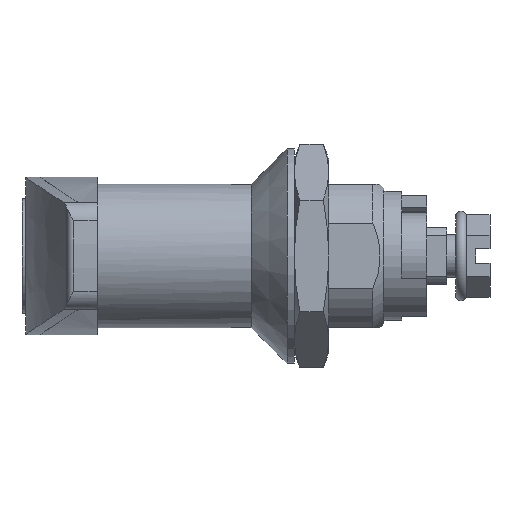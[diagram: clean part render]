
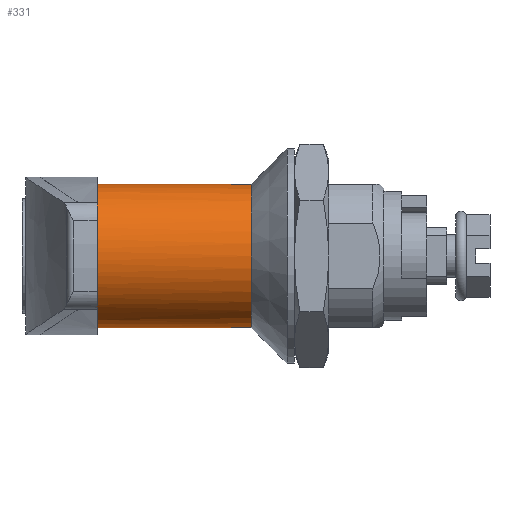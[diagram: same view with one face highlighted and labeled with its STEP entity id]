
A CAD part, left-side view. The second image highlights one B-rep face of the part: STEP entity #331.
In plain terms, the highlighted cylindrical face has radius 10 mm (diameter 20 mm), a full revolution.
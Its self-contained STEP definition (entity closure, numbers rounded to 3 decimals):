
#331 = ADVANCED_FACE( '', ( #738, #739 ), #740, .T. );
#738 = FACE_OUTER_BOUND( '', #1287, .T. );
#739 = FACE_OUTER_BOUND( '', #1288, .T. );
#740 = CYLINDRICAL_SURFACE( '', #1289, 10. );
#1287 = EDGE_LOOP( '', ( #2151 ) );
#1288 = EDGE_LOOP( '', ( #2152, #2153, #2154, #2155, #2156, #2157, #2158, #2159 ) );
#1289 = AXIS2_PLACEMENT_3D( '', #2160, #2161, #2162 );
#2151 = ORIENTED_EDGE( '', *, *, #3403, .F. );
#2152 = ORIENTED_EDGE( '', *, *, #3404, .F. );
#2153 = ORIENTED_EDGE( '', *, *, #3405, .T. );
#2154 = ORIENTED_EDGE( '', *, *, #3406, .F. );
#2155 = ORIENTED_EDGE( '', *, *, #3407, .T. );
#2156 = ORIENTED_EDGE( '', *, *, #3408, .F. );
#2157 = ORIENTED_EDGE( '', *, *, #3394, .T. );
#2158 = ORIENTED_EDGE( '', *, *, #3409, .F. );
#2159 = ORIENTED_EDGE( '', *, *, #3410, .T. );
#2160 = CARTESIAN_POINT( '', ( 0., -21.3, 0. ) );
#2161 = DIRECTION( '', ( 0., 1., 0. ) );
#2162 = DIRECTION( '', ( 0., 0., -1. ) );
#3394 = EDGE_CURVE( '', #4044, #4045, #4046, .F. );
#3403 = EDGE_CURVE( '', #4060, #4060, #4061, .T. );
#3404 = EDGE_CURVE( '', #4062, #4063, #4064, .T. );
#3405 = EDGE_CURVE( '', #4062, #4065, #4066, .F. );
#3406 = EDGE_CURVE( '', #4067, #4065, #4068, .F. );
#3407 = EDGE_CURVE( '', #4067, #4069, #4070, .F. );
#3408 = EDGE_CURVE( '', #4044, #4069, #4071, .T. );
#3409 = EDGE_CURVE( '', #4072, #4045, #4073, .F. );
#3410 = EDGE_CURVE( '', #4072, #4063, #4074, .F. );
#4044 = VERTEX_POINT( '', #5168 );
#4045 = VERTEX_POINT( '', #5169 );
#4046 = CIRCLE( '', #5170, 10. );
#4060 = VERTEX_POINT( '', #5186 );
#4061 = CIRCLE( '', #5187, 10. );
#4062 = VERTEX_POINT( '', #5188 );
#4063 = VERTEX_POINT( '', #5189 );
#4064 = LINE( '', #5190, #5191 );
#4065 = VERTEX_POINT( '', #5192 );
#4066 = CIRCLE( '', #5193, 10. );
#4067 = VERTEX_POINT( '', #5194 );
#4068 = LINE( '', #5195, #5196 );
#4069 = VERTEX_POINT( '', #5197 );
#4070 = CIRCLE( '', #5198, 10. );
#4071 = LINE( '', #5199, #5200 );
#4072 = VERTEX_POINT( '', #5201 );
#4073 = LINE( '', #5202, #5203 );
#4074 = CIRCLE( '', #5204, 10. );
#5168 = CARTESIAN_POINT( '', ( -4.49, 35.5, 8.935 ) );
#5169 = CARTESIAN_POINT( '', ( -4.49, 35.5, -8.935 ) );
#5170 = AXIS2_PLACEMENT_3D( '', #6324, #6325, #6326 );
#5186 = CARTESIAN_POINT( '', ( 0., 5.5, -10. ) );
#5187 = AXIS2_PLACEMENT_3D( '', #6341, #6342, #6343 );
#5188 = CARTESIAN_POINT( '', ( 4.49, 35.5, -8.935 ) );
#5189 = CARTESIAN_POINT( '', ( 4.49, 27.5, -8.935 ) );
#5190 = CARTESIAN_POINT( '', ( 4.49, 21.5, -8.935 ) );
#5191 = VECTOR( '', #6344, 1000. );
#5192 = CARTESIAN_POINT( '', ( 4.49, 35.5, 8.935 ) );
#5193 = AXIS2_PLACEMENT_3D( '', #6345, #6346, #6347 );
#5194 = CARTESIAN_POINT( '', ( 4.49, 27.5, 8.935 ) );
#5195 = CARTESIAN_POINT( '', ( 4.49, 21.5, 8.935 ) );
#5196 = VECTOR( '', #6348, 1000. );
#5197 = CARTESIAN_POINT( '', ( -4.49, 27.5, 8.935 ) );
#5198 = AXIS2_PLACEMENT_3D( '', #6349, #6350, #6351 );
#5199 = CARTESIAN_POINT( '', ( -4.49, 21.5, 8.935 ) );
#5200 = VECTOR( '', #6352, 1000. );
#5201 = CARTESIAN_POINT( '', ( -4.49, 27.5, -8.935 ) );
#5202 = CARTESIAN_POINT( '', ( -4.49, 21.5, -8.935 ) );
#5203 = VECTOR( '', #6353, 1000. );
#5204 = AXIS2_PLACEMENT_3D( '', #6354, #6355, #6356 );
#6324 = CARTESIAN_POINT( '', ( 0., 35.5, 0. ) );
#6325 = DIRECTION( '', ( 0., 1., 0. ) );
#6326 = DIRECTION( '', ( 0., 0., 1. ) );
#6341 = CARTESIAN_POINT( '', ( 0., 5.5, 0. ) );
#6342 = DIRECTION( '', ( 0., -1., 0. ) );
#6343 = DIRECTION( '', ( 0., 0., -1. ) );
#6344 = DIRECTION( '', ( 0., -1., 0. ) );
#6345 = CARTESIAN_POINT( '', ( 0., 35.5, 0. ) );
#6346 = DIRECTION( '', ( 0., 1., 0. ) );
#6347 = DIRECTION( '', ( 0., 0., 1. ) );
#6348 = DIRECTION( '', ( 0., -1., 0. ) );
#6349 = CARTESIAN_POINT( '', ( 0., 27.5, 0. ) );
#6350 = DIRECTION( '', ( 0., 1., 0. ) );
#6351 = DIRECTION( '', ( 0., 0., 1. ) );
#6352 = DIRECTION( '', ( 0., -1., 0. ) );
#6353 = DIRECTION( '', ( 0., -1., 0. ) );
#6354 = CARTESIAN_POINT( '', ( 0., 27.5, 0. ) );
#6355 = DIRECTION( '', ( 0., 1., 0. ) );
#6356 = DIRECTION( '', ( 0., 0., 1. ) );
